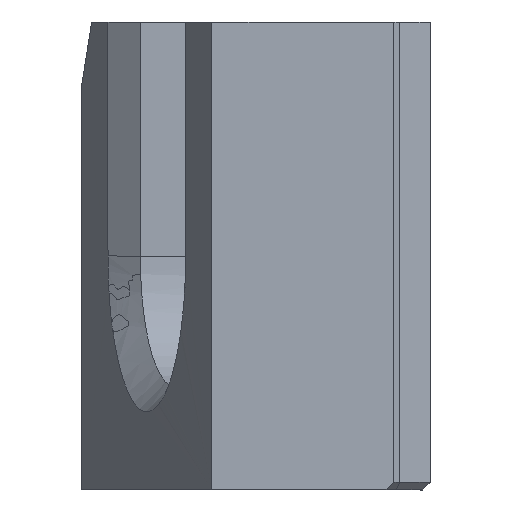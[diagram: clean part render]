
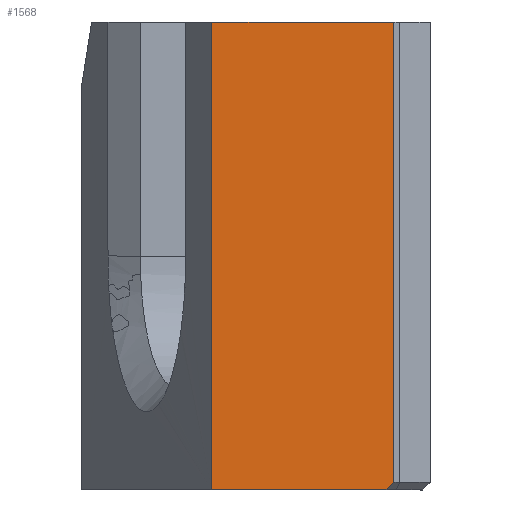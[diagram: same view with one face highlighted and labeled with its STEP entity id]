
A CAD part, left-side view. The second image highlights one B-rep face of the part: STEP entity #1568.
In plain terms, the highlighted planar face has unit normal (-1, 0, 0).
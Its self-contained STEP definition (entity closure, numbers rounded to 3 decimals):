
#134=FACE_OUTER_BOUND('',#221,.T.);
#221=EDGE_LOOP('',(#1112,#1113,#1114,#1115,#1116));
#324=LINE('',#2200,#487);
#325=LINE('',#2203,#488);
#339=LINE('',#2232,#502);
#353=LINE('',#2260,#516);
#354=LINE('',#2262,#517);
#487=VECTOR('',#1821,10.);
#488=VECTOR('',#1824,10.);
#502=VECTOR('',#1846,10.);
#516=VECTOR('',#1862,10.);
#517=VECTOR('',#1865,10.);
#639=VERTEX_POINT('',#2196);
#640=VERTEX_POINT('',#2198);
#641=VERTEX_POINT('',#2202);
#652=VERTEX_POINT('',#2230);
#665=VERTEX_POINT('',#2258);
#807=EDGE_CURVE('',#640,#639,#324,.T.);
#808=EDGE_CURVE('',#639,#641,#325,.T.);
#823=EDGE_CURVE('',#640,#652,#339,.T.);
#837=EDGE_CURVE('',#652,#665,#353,.T.);
#838=EDGE_CURVE('',#665,#641,#354,.T.);
#1112=ORIENTED_EDGE('',*,*,#807,.F.);
#1113=ORIENTED_EDGE('',*,*,#823,.T.);
#1114=ORIENTED_EDGE('',*,*,#837,.T.);
#1115=ORIENTED_EDGE('',*,*,#838,.T.);
#1116=ORIENTED_EDGE('',*,*,#808,.F.);
#1503=PLANE('',#1674);
#1568=ADVANCED_FACE('',(#134),#1503,.T.);
#1674=AXIS2_PLACEMENT_3D('',#2261,#1863,#1864);
#1821=DIRECTION('',(0.,0.707,-0.707));
#1824=DIRECTION('',(0.,1.,0.));
#1846=DIRECTION('',(0.,0.,1.));
#1862=DIRECTION('',(0.,1.,0.));
#1863=DIRECTION('center_axis',(-1.,0.,0.));
#1864=DIRECTION('ref_axis',(0.,0.,1.));
#1865=DIRECTION('',(0.,0.,-1.));
#2196=CARTESIAN_POINT('',(0.,457.2,0.));
#2198=CARTESIAN_POINT('',(0.,449.58,7.62));
#2200=CARTESIAN_POINT('',(0.,425.45,31.75));
#2202=CARTESIAN_POINT('',(0.,627.38,0.));
#2203=CARTESIAN_POINT('',(0.,556.426,0.));
#2230=CARTESIAN_POINT('',(0.,449.58,457.2));
#2232=CARTESIAN_POINT('',(0.,449.58,208.407));
#2258=CARTESIAN_POINT('',(0.,627.38,457.2));
#2260=CARTESIAN_POINT('',(0.,539.568,457.2));
#2261=CARTESIAN_POINT('Origin',(0.,522.224,184.404));
#2262=CARTESIAN_POINT('',(0.,627.38,167.912));
